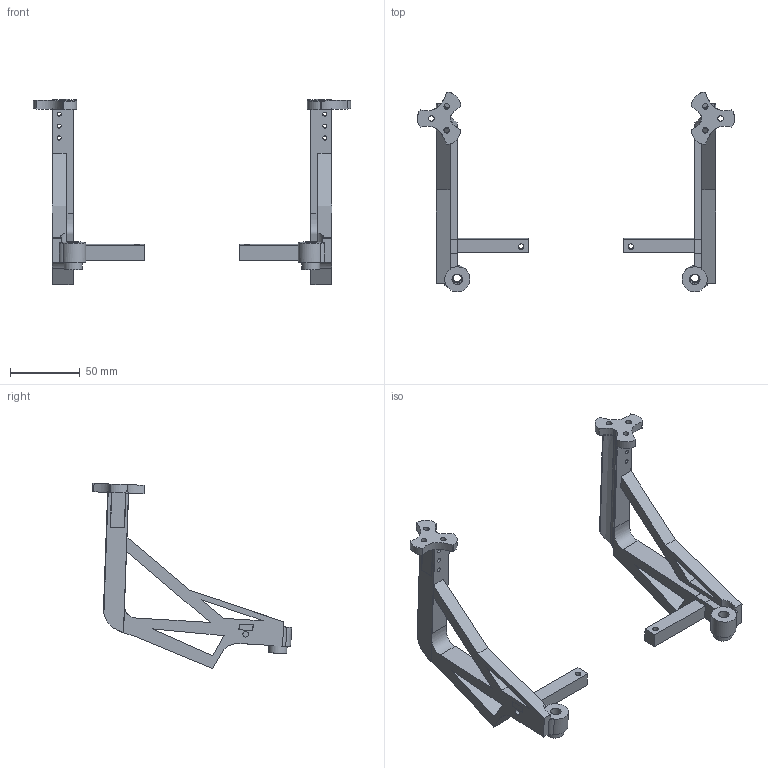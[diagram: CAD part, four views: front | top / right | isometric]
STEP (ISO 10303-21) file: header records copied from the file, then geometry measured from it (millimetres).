
FILE_DESCRIPTION(/* description */ (''),/* implementation_level */ '2;1');
FILE_NAME(/* name */ 'ZedXMount.step',/* time_stamp */ '2024-09-11T17:08:06-04:00',/* author */ (''),/* organization */ (''),/* preprocessor_version */ 'ST-DEVELOPER v20',/* originating_system */ 'Autodesk Translation Framework v13.14.0.145',/* authorisation */ '');
FILE_SCHEMA (('AUTOMOTIVE_DESIGN { 1 0 10303 214 3 1 1 }'));
Length unit declared in the file: millimetre
Products named in the file (1): streo
Bounding box: 227.06 x 142.76 x 132.49 mm (x, y, z)
Volume: 129609.6 mm3; surface area: 56240.8 mm2
Topology: 6 solids, 6 shells, 230 faces, 658 edges, 438 vertices
Faces by surface type: plane 130, cylinder 50, bspline 50
Full cylindrical faces by diameter (mm): 3 x18, 4 x10, 5.3 x2, 6 x2, 7.5 x2, 13 x2
Entity records: 9026 total; most frequent: CARTESIAN_POINT 3211, ORIENTED_EDGE 1316, DIRECTION 1000, EDGE_CURVE 658, VERTEX_POINT 438, LINE 414, VECTOR 414, EDGE_LOOP 304
